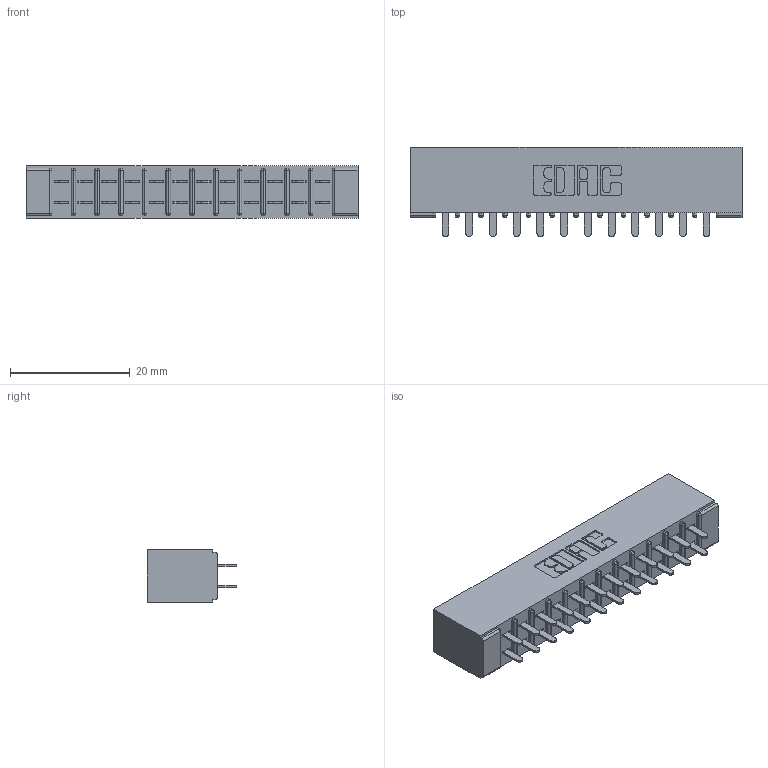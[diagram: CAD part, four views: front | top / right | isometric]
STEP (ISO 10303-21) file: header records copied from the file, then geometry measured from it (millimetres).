
FILE_DESCRIPTION (( 'STEP AP203' ), '1' );
FILE_NAME ('355-024-521-201.STEP', '2019-09-11T04:46:48', ( '' ), ( '' ), 'SwSTEP 2.0', 'SolidWorks 2016', '' );
FILE_SCHEMA (( 'CONFIG_CONTROL_DESIGN' ));
Length unit declared in the file: inch
Products named in the file (3): 305 Part_No Mounting; 355-024-521-201; 305-290-001_521
Assembly tree (25 placements, depth 2):
  355-024-521-201
    305 Part_No Mounting
    305-290-001_521  x24
Bounding box: 55.42 x 14.86 x 8.71 mm (x, y, z)
Volume: 3655.7 mm3; surface area: 6789.4 mm2
Topology: 25 solids, 25 shells, 1212 faces, 3448 edges, 2232 vertices
Faces by surface type: plane 712, cylinder 452, sphere 48
Entity records: 16247 total; most frequent: CARTESIAN_POINT 2686, ORIENTED_EDGE 2660, DIRECTION 2620, EDGE_CURVE 1330, LINE 1048, VECTOR 1048, VERTEX_POINT 852, AXIS2_PLACEMENT_3D 786
